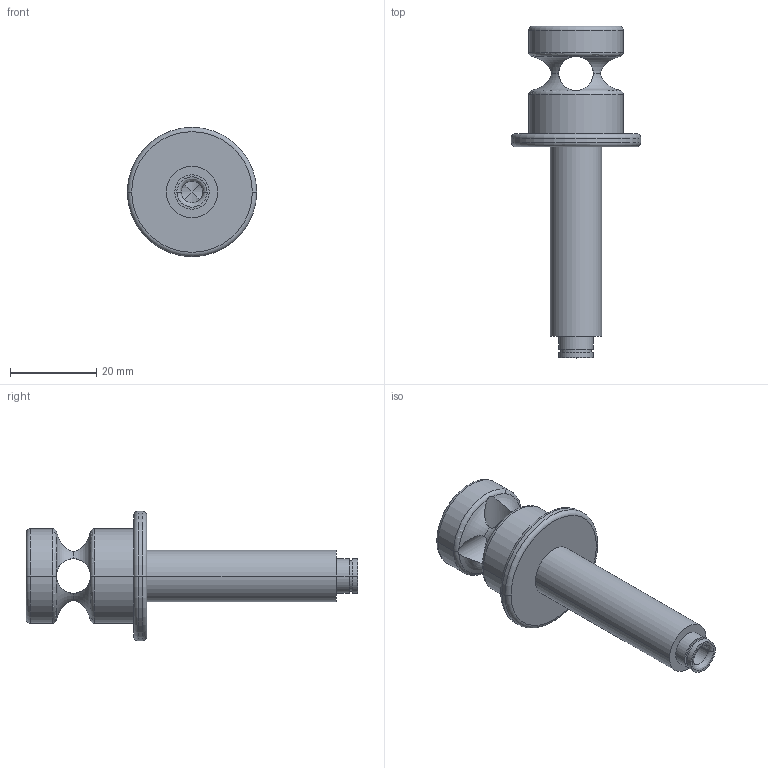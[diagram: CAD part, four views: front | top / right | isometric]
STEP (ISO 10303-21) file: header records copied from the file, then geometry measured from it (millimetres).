
FILE_DESCRIPTION (( 'STEP AP214' ), '1' );
FILE_NAME ('Lanze-Modifiziert-MS.STEP', '2015-08-09T17:29:00', ( '' ), ( '' ), 'SwSTEP 2.0', 'SolidWorks 2011', '' );
FILE_SCHEMA (( 'AUTOMOTIVE_DESIGN' ));
Length unit declared in the file: millimetre
Products named in the file (1): Lanze-Modifiziert-MS
Bounding box: 30 x 77 x 30 mm (x, y, z)
Volume: 12766.5 mm3; surface area: 6464.7 mm2
Topology: 1 solids, 1 shells, 56 faces, 138 edges, 83 vertices
Faces by surface type: cylinder 26, torus 20, plane 8, bspline 2
Entity records: 2100 total; most frequent: CARTESIAN_POINT 780, ORIENTED_EDGE 276, DIRECTION 272, EDGE_CURVE 138, AXIS2_PLACEMENT_3D 123, VERTEX_POINT 83, CIRCLE 68, EDGE_LOOP 63
